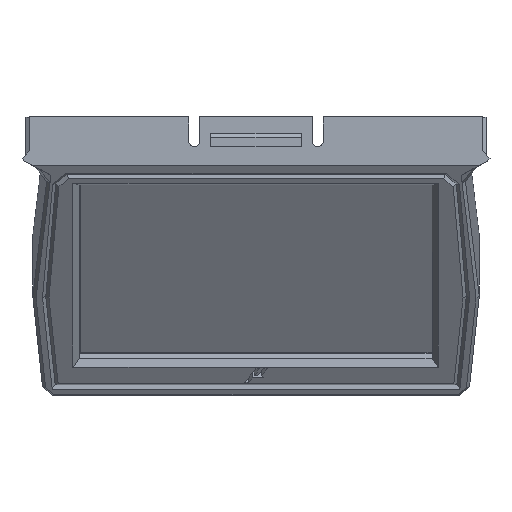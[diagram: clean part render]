
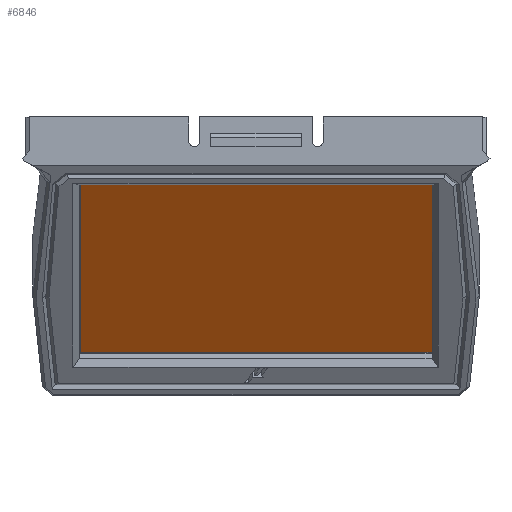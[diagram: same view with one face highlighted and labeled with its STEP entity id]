
A CAD part, top view. The second image highlights one B-rep face of the part: STEP entity #6846.
In plain terms, the highlighted planar face has unit normal (0, -0.574, 0.819).
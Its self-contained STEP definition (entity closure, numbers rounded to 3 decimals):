
#299=FACE_OUTER_BOUND('',#698,.T.);
#698=EDGE_LOOP('',(#4745,#4746,#4747,#4748));
#1162=LINE('',#9871,#2052);
#1166=LINE('',#9878,#2056);
#1169=LINE('',#9884,#2059);
#1171=LINE('',#9887,#2061);
#2052=VECTOR('',#7989,10.);
#2056=VECTOR('',#7995,10.);
#2059=VECTOR('',#8000,10.);
#2061=VECTOR('',#8004,10.);
#2936=VERTEX_POINT('',#9868);
#2937=VERTEX_POINT('',#9870);
#2939=VERTEX_POINT('',#9876);
#2941=VERTEX_POINT('',#9882);
#3620=EDGE_CURVE('',#2936,#2937,#1162,.T.);
#3624=EDGE_CURVE('',#2939,#2936,#1166,.T.);
#3627=EDGE_CURVE('',#2941,#2939,#1169,.T.);
#3629=EDGE_CURVE('',#2937,#2941,#1171,.T.);
#4745=ORIENTED_EDGE('',*,*,#3629,.F.);
#4746=ORIENTED_EDGE('',*,*,#3620,.F.);
#4747=ORIENTED_EDGE('',*,*,#3624,.F.);
#4748=ORIENTED_EDGE('',*,*,#3627,.F.);
#6500=PLANE('',#7304);
#6846=ADVANCED_FACE('',(#299),#6500,.F.);
#7304=AXIS2_PLACEMENT_3D('',#9888,#8005,#8006);
#7989=DIRECTION('',(0.,-0.819,-0.574));
#7995=DIRECTION('',(1.,0.,0.));
#8000=DIRECTION('',(0.,0.819,0.574));
#8004=DIRECTION('',(-1.,0.,0.));
#8005=DIRECTION('center_axis',(0.,0.574,-0.819));
#8006=DIRECTION('ref_axis',(-1.,0.,0.));
#9868=CARTESIAN_POINT('',(123.712,48.946,57.147));
#9870=CARTESIAN_POINT('',(123.712,-4.258,19.893));
#9871=CARTESIAN_POINT('',(123.712,48.946,57.147));
#9876=CARTESIAN_POINT('',(14.912,48.946,57.147));
#9878=CARTESIAN_POINT('',(14.912,48.946,57.147));
#9882=CARTESIAN_POINT('',(14.912,-4.258,19.893));
#9884=CARTESIAN_POINT('',(14.912,-4.258,19.893));
#9887=CARTESIAN_POINT('',(123.712,-4.258,19.893));
#9888=CARTESIAN_POINT('Origin',(69.312,22.344,38.52));
